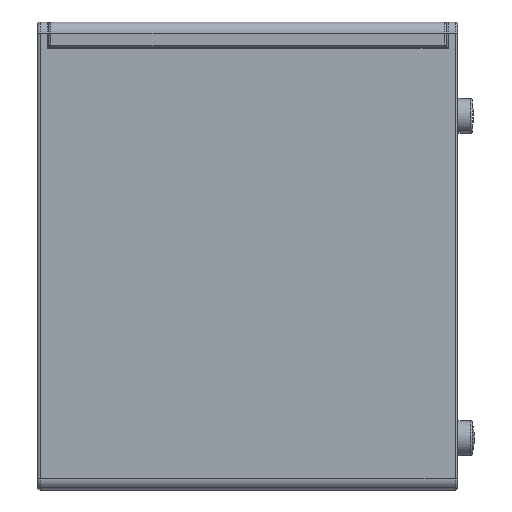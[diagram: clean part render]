
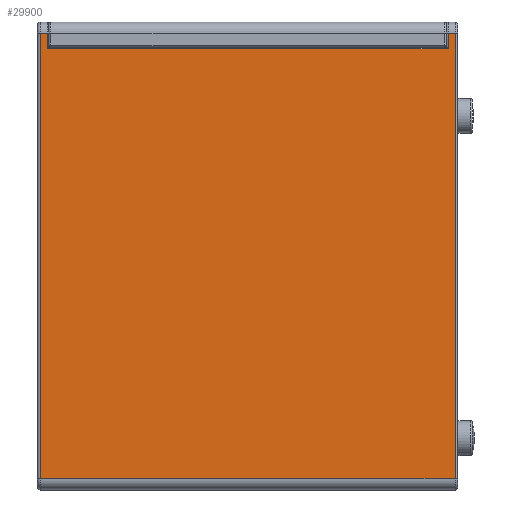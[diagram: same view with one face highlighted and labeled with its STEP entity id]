
A CAD part, left-side view. The second image highlights one B-rep face of the part: STEP entity #29900.
In plain terms, the highlighted planar face has unit normal (-1, 0, 0).
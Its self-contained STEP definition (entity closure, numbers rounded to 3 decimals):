
#1725=PLANE('',#32018);
#3287=FACE_OUTER_BOUND('',#5058,.T.);
#5058=EDGE_LOOP('',(#24499,#24500,#24501,#24502,#24503,#24504,#24505,#24506));
#7015=LINE('',#55128,#9959);
#7019=LINE('',#55173,#9963);
#7021=LINE('',#55183,#9965);
#7028=LINE('',#55230,#9972);
#7030=LINE('',#55233,#9974);
#7043=LINE('',#55271,#9987);
#7049=LINE('',#55281,#9993);
#7051=LINE('',#55284,#9995);
#9959=VECTOR('',#36769,10.);
#9963=VECTOR('',#36821,10.);
#9965=VECTOR('',#36833,10.);
#9972=VECTOR('',#36890,10.);
#9974=VECTOR('',#36894,10.);
#9987=VECTOR('',#36941,10.);
#9993=VECTOR('',#36955,10.);
#9995=VECTOR('',#36959,10.);
#13964=VERTEX_POINT('',#55121);
#13966=VERTEX_POINT('',#55127);
#13971=VERTEX_POINT('',#55141);
#13982=VERTEX_POINT('',#55167);
#13984=VERTEX_POINT('',#55176);
#13986=VERTEX_POINT('',#55182);
#13991=VERTEX_POINT('',#55201);
#14000=VERTEX_POINT('',#55223);
#17638=EDGE_CURVE('',#13966,#13964,#7015,.T.);
#17660=EDGE_CURVE('',#13971,#13982,#7019,.T.);
#17665=EDGE_CURVE('',#13984,#13986,#7021,.T.);
#17689=EDGE_CURVE('',#13991,#14000,#7028,.T.);
#17691=EDGE_CURVE('',#14000,#13984,#7030,.T.);
#17712=EDGE_CURVE('',#13982,#13991,#7043,.T.);
#17718=EDGE_CURVE('',#13986,#13966,#7049,.T.);
#17720=EDGE_CURVE('',#13964,#13971,#7051,.T.);
#24499=ORIENTED_EDGE('',*,*,#17689,.F.);
#24500=ORIENTED_EDGE('',*,*,#17712,.F.);
#24501=ORIENTED_EDGE('',*,*,#17660,.F.);
#24502=ORIENTED_EDGE('',*,*,#17720,.F.);
#24503=ORIENTED_EDGE('',*,*,#17638,.F.);
#24504=ORIENTED_EDGE('',*,*,#17718,.F.);
#24505=ORIENTED_EDGE('',*,*,#17665,.F.);
#24506=ORIENTED_EDGE('',*,*,#17691,.F.);
#29900=ADVANCED_FACE('',(#3287),#1725,.T.);
#32018=AXIS2_PLACEMENT_3D('',#55291,#36970,#36971);
#36769=DIRECTION('',(0.,0.,1.));
#36821=DIRECTION('',(0.,0.,-1.));
#36833=DIRECTION('',(0.,0.,-1.));
#36890=DIRECTION('',(0.,0.,1.));
#36894=DIRECTION('',(0.,-1.,0.));
#36941=DIRECTION('',(0.,1.,0.));
#36955=DIRECTION('',(0.,-1.,0.));
#36959=DIRECTION('',(0.,-1.,0.));
#36970=DIRECTION('center_axis',(-1.,0.,0.));
#36971=DIRECTION('ref_axis',(0.,-1.,0.));
#55121=CARTESIAN_POINT('',(-202.5,-143.,176.));
#55127=CARTESIAN_POINT('',(-202.5,-143.,165.));
#55128=CARTESIAN_POINT('',(-202.5,-143.,75.));
#55141=CARTESIAN_POINT('',(-202.5,-148.,176.));
#55167=CARTESIAN_POINT('',(-202.5,-148.,-142.));
#55173=CARTESIAN_POINT('',(-202.5,-148.,0.));
#55176=CARTESIAN_POINT('',(-202.5,143.,176.));
#55182=CARTESIAN_POINT('',(-202.5,143.,165.));
#55183=CARTESIAN_POINT('',(-202.5,143.,75.));
#55201=CARTESIAN_POINT('',(-202.5,148.,-142.));
#55223=CARTESIAN_POINT('',(-202.5,148.,176.));
#55230=CARTESIAN_POINT('',(-202.5,148.,0.));
#55233=CARTESIAN_POINT('',(-202.5,148.,176.));
#55271=CARTESIAN_POINT('',(-202.5,75.,-142.));
#55281=CARTESIAN_POINT('',(-202.5,75.,165.));
#55284=CARTESIAN_POINT('',(-202.5,2.,176.));
#55291=CARTESIAN_POINT('Origin',(-202.5,150.,0.));
